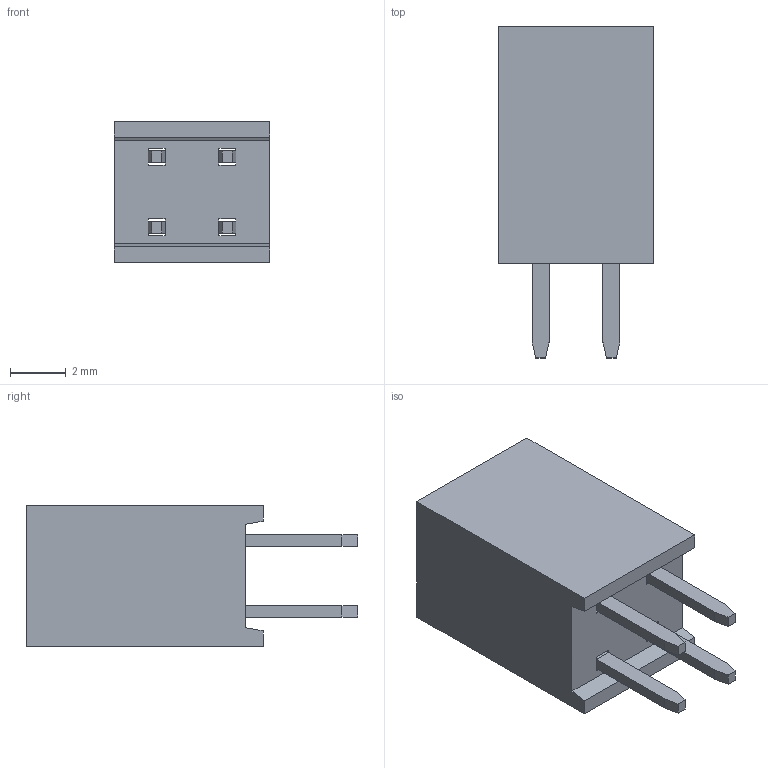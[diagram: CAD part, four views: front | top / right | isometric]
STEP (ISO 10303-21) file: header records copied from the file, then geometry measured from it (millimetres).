
FILE_DESCRIPTION (( 'STEP AP214' ), '1' );
FILE_NAME ('PPPC022LFBN-RC.STEP', '2022-08-11T04:33:24', ( '' ), ( '' ), 'SwSTEP 2.0', 'SolidWorks 2020', '' );
FILE_SCHEMA (( 'AUTOMOTIVE_DESIGN' ));
Length unit declared in the file: inch
Products named in the file (3): 2 row tin body_02; PPPC022LFBN-RC; 2 row tin pins
Assembly tree (3 placements, depth 2):
  PPPC022LFBN-RC
    2 row tin body_02
    2 row tin pins  x2
Bounding box: 5.59 x 11.91 x 5.08 mm (x, y, z)
Volume: 223.2 mm3; surface area: 404.8 mm2
Topology: 9 solids, 9 shells, 122 faces, 296 edges, 192 vertices
Faces by surface type: plane 102, cylinder 20
Entity records: 2537 total; most frequent: CARTESIAN_POINT 416, ORIENTED_EDGE 400, DIRECTION 396, EDGE_CURVE 200, LINE 180, VECTOR 180, VERTEX_POINT 128, AXIS2_PLACEMENT_3D 108
